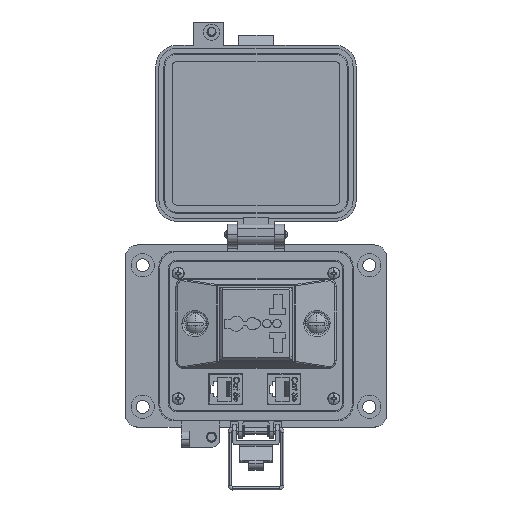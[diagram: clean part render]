
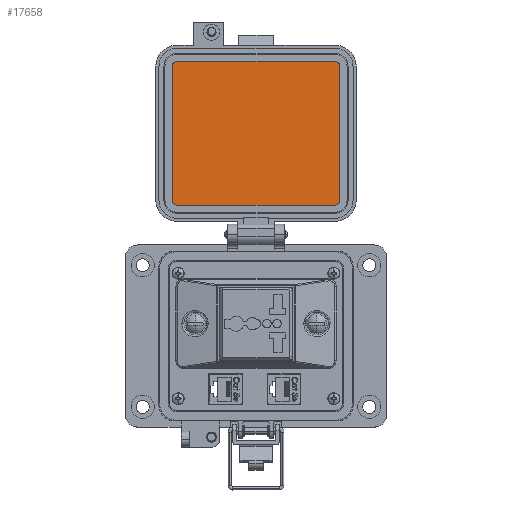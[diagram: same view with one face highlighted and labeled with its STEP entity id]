
A CAD part, top view. The second image highlights one B-rep face of the part: STEP entity #17658.
In plain terms, the highlighted planar face has unit normal (0, 0, 1).
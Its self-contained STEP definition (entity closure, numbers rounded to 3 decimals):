
#117 = VERTEX_POINT ( 'NONE', #12549 ) ;
#203 = DIRECTION ( 'NONE',  ( 1., 0., 0. ) ) ;
#1173 = ORIENTED_EDGE ( 'NONE', *, *, #11509, .F. ) ;
#2165 = FACE_OUTER_BOUND ( 'NONE', #25182, .T. ) ;
#2470 = LINE ( 'NONE', #35643, #27980 ) ;
#2698 = DIRECTION ( 'NONE',  ( 0., -1., 0. ) ) ;
#5185 = VERTEX_POINT ( 'NONE', #15012 ) ;
#7387 = ORIENTED_EDGE ( 'NONE', *, *, #18314, .F. ) ;
#8108 = LINE ( 'NONE', #57294, #43972 ) ;
#8374 = CARTESIAN_POINT ( 'NONE',  ( 39.871, 130.108, 19.202 ) ) ;
#11509 = EDGE_CURVE ( 'NONE', #117, #47195, #28760, .T. ) ;
#11718 = ORIENTED_EDGE ( 'NONE', *, *, #22682, .F. ) ;
#12549 = CARTESIAN_POINT ( 'NONE',  ( -44.769, 126.389, 19.202 ) ) ;
#13690 = CARTESIAN_POINT ( 'NONE',  ( 38.212, 60.004, 19.202 ) ) ;
#15012 = CARTESIAN_POINT ( 'NONE',  ( 35.912, 57.705, 19.202 ) ) ;
#15934 = CARTESIAN_POINT ( 'NONE',  ( 35.912, 60.004, 19.202 ) ) ;
#16256 = AXIS2_PLACEMENT_3D ( 'NONE', #63700, #33235, #2698 ) ;
#17358 = CARTESIAN_POINT ( 'NONE',  ( -44.769, 60.004, 19.202 ) ) ;
#17658 = ADVANCED_FACE ( 'NONE', ( #2165 ), #38947, .T. ) ;
#18314 = EDGE_CURVE ( 'NONE', #5185, #43509, #53144, .T. ) ;
#20398 = CARTESIAN_POINT ( 'NONE',  ( -42.469, 57.705, 19.202 ) ) ;
#21074 = DIRECTION ( 'NONE',  ( 0., -1., 0. ) ) ;
#21967 = LINE ( 'NONE', #51877, #37098 ) ;
#22682 = EDGE_CURVE ( 'NONE', #48035, #5185, #36850, .T. ) ;
#23789 = DIRECTION ( 'NONE',  ( 0., 0., 1. ) ) ;
#25182 = EDGE_LOOP ( 'NONE', ( #11718, #44430, #36072, #39357, #1173, #51806, #30873, #7387 ) ) ;
#25482 = CARTESIAN_POINT ( 'NONE',  ( 35.912, 126.389, 19.202 ) ) ;
#25817 = EDGE_CURVE ( 'NONE', #47195, #29054, #2470, .T. ) ;
#26233 = CARTESIAN_POINT ( 'NONE',  ( 38.212, 126.389, 19.202 ) ) ;
#26592 = DIRECTION ( 'NONE',  ( 0., 1., 0. ) ) ;
#27507 = CARTESIAN_POINT ( 'NONE',  ( 35.912, 128.688, 19.202 ) ) ;
#27980 = VECTOR ( 'NONE', #203, 1000. ) ;
#28027 = CARTESIAN_POINT ( 'NONE',  ( -42.469, 60.004, 19.202 ) ) ;
#28760 = CIRCLE ( 'NONE', #16256, 2.299 ) ;
#29054 = VERTEX_POINT ( 'NONE', #27507 ) ;
#30401 = AXIS2_PLACEMENT_3D ( 'NONE', #15934, #51550, #21074 ) ;
#30549 = DIRECTION ( 'NONE',  ( -1., 0., 0. ) ) ;
#30570 = DIRECTION ( 'NONE',  ( 1., 0., 0. ) ) ;
#30873 = ORIENTED_EDGE ( 'NONE', *, *, #40369, .F. ) ;
#33165 = DIRECTION ( 'NONE',  ( 1., 0., 0. ) ) ;
#33235 = DIRECTION ( 'NONE',  ( 0., 0., -1. ) ) ;
#34712 = VERTEX_POINT ( 'NONE', #26233 ) ;
#35643 = CARTESIAN_POINT ( 'NONE',  ( -3.279, 128.688, 19.202 ) ) ;
#36072 = ORIENTED_EDGE ( 'NONE', *, *, #41034, .F. ) ;
#36850 = CIRCLE ( 'NONE', #30401, 2.299 ) ;
#37098 = VECTOR ( 'NONE', #56984, 1000. ) ;
#38002 = VECTOR ( 'NONE', #30549, 1000. ) ;
#38947 = PLANE ( 'NONE',  #55392 ) ;
#39357 = ORIENTED_EDGE ( 'NONE', *, *, #25817, .F. ) ;
#40369 = EDGE_CURVE ( 'NONE', #43509, #56744, #49457, .T. ) ;
#41034 = EDGE_CURVE ( 'NONE', #29054, #34712, #62925, .T. ) ;
#41875 = CARTESIAN_POINT ( 'NONE',  ( -42.469, 128.688, 19.202 ) ) ;
#43509 = VERTEX_POINT ( 'NONE', #20398 ) ;
#43972 = VECTOR ( 'NONE', #26592, 1000. ) ;
#44430 = ORIENTED_EDGE ( 'NONE', *, *, #52870, .F. ) ;
#46692 = AXIS2_PLACEMENT_3D ( 'NONE', #28027, #63623, #33165 ) ;
#47195 = VERTEX_POINT ( 'NONE', #41875 ) ;
#48035 = VERTEX_POINT ( 'NONE', #13690 ) ;
#49457 = CIRCLE ( 'NONE', #46692, 2.299 ) ;
#51550 = DIRECTION ( 'NONE',  ( 0., 0., -1. ) ) ;
#51806 = ORIENTED_EDGE ( 'NONE', *, *, #62368, .F. ) ;
#51877 = CARTESIAN_POINT ( 'NONE',  ( 38.212, 93.196, 19.202 ) ) ;
#52870 = EDGE_CURVE ( 'NONE', #34712, #48035, #21967, .T. ) ;
#53144 = LINE ( 'NONE', #61049, #38002 ) ;
#55392 = AXIS2_PLACEMENT_3D ( 'NONE', #8374, #23789, #59392 ) ;
#56744 = VERTEX_POINT ( 'NONE', #17358 ) ;
#56984 = DIRECTION ( 'NONE',  ( 0., -1., 0. ) ) ;
#57294 = CARTESIAN_POINT ( 'NONE',  ( -44.769, 93.196, 19.202 ) ) ;
#59392 = DIRECTION ( 'NONE',  ( -1., 0., 0. ) ) ;
#61049 = CARTESIAN_POINT ( 'NONE',  ( -3.279, 57.705, 19.202 ) ) ;
#61069 = DIRECTION ( 'NONE',  ( 0., 0., -1. ) ) ;
#61238 = AXIS2_PLACEMENT_3D ( 'NONE', #25482, #61069, #30570 ) ;
#62368 = EDGE_CURVE ( 'NONE', #56744, #117, #8108, .T. ) ;
#62925 = CIRCLE ( 'NONE', #61238, 2.299 ) ;
#63623 = DIRECTION ( 'NONE',  ( 0., 0., -1. ) ) ;
#63700 = CARTESIAN_POINT ( 'NONE',  ( -42.469, 126.389, 19.202 ) ) ;
